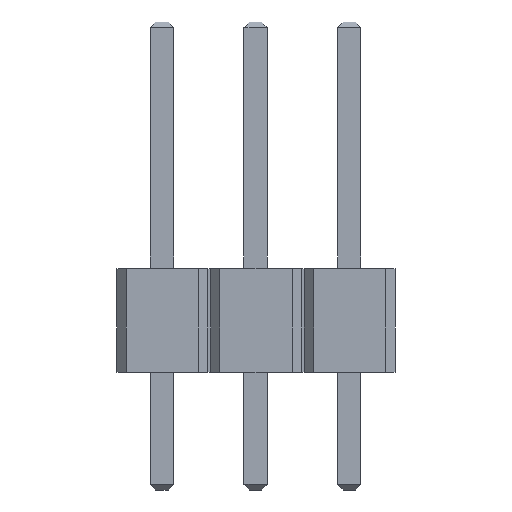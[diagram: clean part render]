
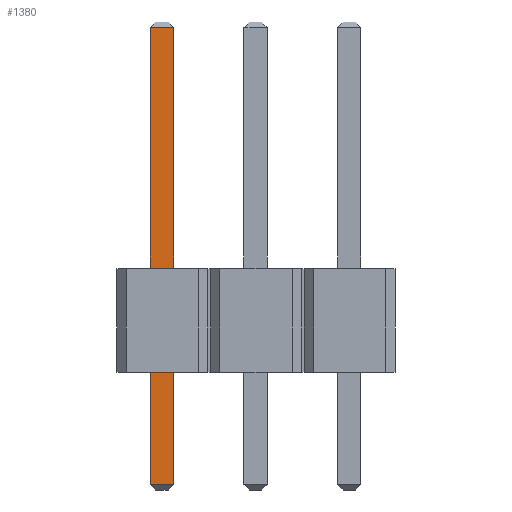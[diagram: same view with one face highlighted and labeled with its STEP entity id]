
A CAD part, front view. The second image highlights one B-rep face of the part: STEP entity #1380.
In plain terms, the highlighted planar face has unit normal (0, -1, 0).
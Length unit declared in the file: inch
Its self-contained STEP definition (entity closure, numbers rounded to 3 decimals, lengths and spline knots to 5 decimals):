
#54=FACE_OUTER_BOUND('',#134,.T.);
#134=EDGE_LOOP('',(#955,#956,#957,#958));
#214=LINE('',#1943,#406);
#221=LINE('',#1955,#413);
#229=LINE('',#1972,#421);
#234=LINE('',#1982,#426);
#406=VECTOR('',#1577,0.3937);
#413=VECTOR('',#1588,0.12598);
#421=VECTOR('',#1604,0.3937);
#426=VECTOR('',#1617,0.26378);
#596=VERTEX_POINT('',#1938);
#597=VERTEX_POINT('',#1942);
#600=VERTEX_POINT('',#1953);
#605=VERTEX_POINT('',#1970);
#718=EDGE_CURVE('',#597,#596,#214,.T.);
#725=EDGE_CURVE('',#600,#597,#221,.T.);
#733=EDGE_CURVE('',#605,#600,#229,.T.);
#738=EDGE_CURVE('',#596,#605,#234,.T.);
#955=ORIENTED_EDGE('',*,*,#718,.F.);
#956=ORIENTED_EDGE('',*,*,#725,.F.);
#957=ORIENTED_EDGE('',*,*,#733,.F.);
#958=ORIENTED_EDGE('',*,*,#738,.F.);
#1300=PLANE('',#1489);
#1380=ADVANCED_FACE('',(#54),#1300,.F.);
#1489=AXIS2_PLACEMENT_3D('',#1983,#1618,#1619);
#1577=DIRECTION('',(1.,0.,0.));
#1588=DIRECTION('',(0.,0.,1.));
#1604=DIRECTION('',(-1.,0.,0.));
#1617=DIRECTION('',(0.,0.,-1.));
#1618=DIRECTION('center_axis',(0.,1.,0.));
#1619=DIRECTION('ref_axis',(1.,0.,0.));
#1938=CARTESIAN_POINT('',(0.01193,-0.0124,0.36787));
#1942=CARTESIAN_POINT('',(-0.01287,-0.0124,0.36787));
#1943=CARTESIAN_POINT('',(-0.03069,-0.0124,0.36787));
#1953=CARTESIAN_POINT('',(-0.01287,-0.0124,-0.12031));
#1955=CARTESIAN_POINT('',(-0.01287,-0.0124,-0.12622));
#1970=CARTESIAN_POINT('',(0.01193,-0.0124,-0.12031));
#1972=CARTESIAN_POINT('',(-0.01828,-0.0124,-0.12031));
#1982=CARTESIAN_POINT('',(0.01193,-0.0124,0.37378));
#1983=CARTESIAN_POINT('Origin',(-0.0485,-0.0124,0.11));
